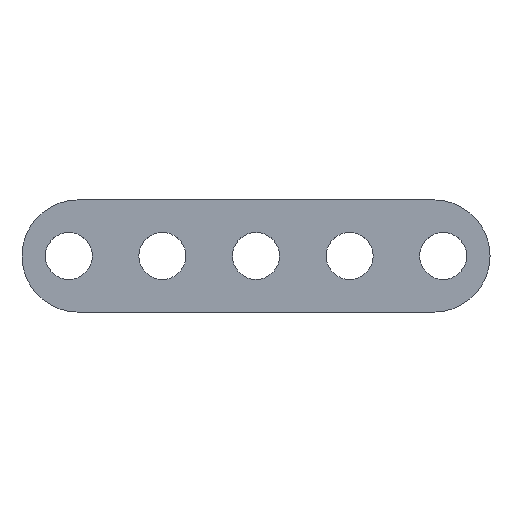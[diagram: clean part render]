
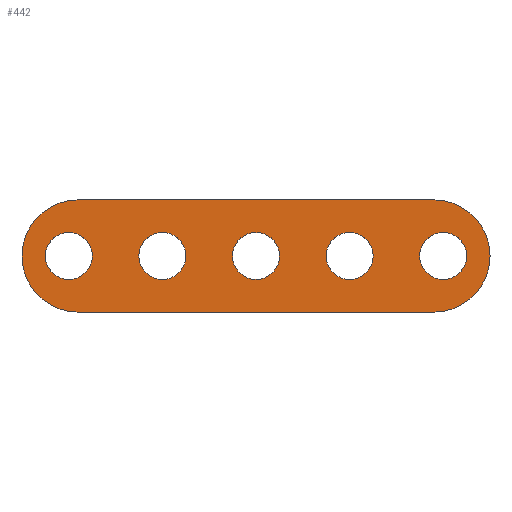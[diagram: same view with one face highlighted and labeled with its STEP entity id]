
A CAD part, top view. The second image highlights one B-rep face of the part: STEP entity #442.
In plain terms, the highlighted planar face has unit normal (0, 0, 1).
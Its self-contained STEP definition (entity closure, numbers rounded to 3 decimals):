
#7 = DIRECTION ( 'NONE',  ( 1., 0., 0. ) ) ;
#11 = VECTOR ( 'NONE', #507, 1000. ) ;
#19 = AXIS2_PLACEMENT_3D ( 'NONE', #215, #546, #355 ) ;
#20 = CARTESIAN_POINT ( 'NONE',  ( -50.452, 4.8, 0. ) ) ;
#24 = FACE_BOUND ( 'NONE', #71, .T. ) ;
#25 = AXIS2_PLACEMENT_3D ( 'NONE', #20, #169, #354 ) ;
#33 = ORIENTED_EDGE ( 'NONE', *, *, #346, .T. ) ;
#35 = DIRECTION ( 'NONE',  ( 1., 0., 0. ) ) ;
#43 = VERTEX_POINT ( 'NONE', #382 ) ;
#50 = CARTESIAN_POINT ( 'NONE',  ( -57.652, 4.8, 0. ) ) ;
#52 = CARTESIAN_POINT ( 'NONE',  ( -57.652, 9.6, 0. ) ) ;
#59 = ORIENTED_EDGE ( 'NONE', *, *, #214, .F. ) ;
#61 = DIRECTION ( 'NONE',  ( 1., 0., 0. ) ) ;
#68 = DIRECTION ( 'NONE',  ( 0., 0., -1. ) ) ;
#69 = PLANE ( 'NONE',  #19 ) ;
#71 = EDGE_LOOP ( 'NONE', ( #551, #527 ) ) ;
#74 = AXIS2_PLACEMENT_3D ( 'NONE', #261, #498, #254 ) ;
#78 = AXIS2_PLACEMENT_3D ( 'NONE', #393, #238, #341 ) ;
#85 = CARTESIAN_POINT ( 'NONE',  ( -62.452, 9.6, 0. ) ) ;
#86 = ORIENTED_EDGE ( 'NONE', *, *, #103, .F. ) ;
#93 = ORIENTED_EDGE ( 'NONE', *, *, #521, .T. ) ;
#97 = CIRCLE ( 'NONE', #216, 2.01 ) ;
#102 = ORIENTED_EDGE ( 'NONE', *, *, #489, .T. ) ;
#103 = EDGE_CURVE ( 'NONE', #557, #43, #558, .T. ) ;
#105 = CARTESIAN_POINT ( 'NONE',  ( -27.252, 0., 0. ) ) ;
#107 = AXIS2_PLACEMENT_3D ( 'NONE', #356, #362, #550 ) ;
#117 = AXIS2_PLACEMENT_3D ( 'NONE', #236, #435, #7 ) ;
#120 = LINE ( 'NONE', #310, #11 ) ;
#128 = DIRECTION ( 'NONE',  ( 0., 0., -1. ) ) ;
#134 = EDGE_CURVE ( 'NONE', #582, #239, #226, .T. ) ;
#140 = DIRECTION ( 'NONE',  ( 1., 0., 0. ) ) ;
#147 = CARTESIAN_POINT ( 'NONE',  ( -24.442, 4.8, 0. ) ) ;
#154 = VECTOR ( 'NONE', #35, 1000. ) ;
#156 = CARTESIAN_POINT ( 'NONE',  ( -48.442, 4.8, 0. ) ) ;
#164 = CARTESIAN_POINT ( 'NONE',  ( -42.452, 4.8, 0. ) ) ;
#167 = CARTESIAN_POINT ( 'NONE',  ( -56.442, 4.8, 0. ) ) ;
#169 = DIRECTION ( 'NONE',  ( 0., 0., -1. ) ) ;
#171 = FACE_BOUND ( 'NONE', #271, .T. ) ;
#172 = CIRCLE ( 'NONE', #224, 2.01 ) ;
#174 = DIRECTION ( 'NONE',  ( 1., 0., 0. ) ) ;
#175 = DIRECTION ( 'NONE',  ( 1., 0., 0. ) ) ;
#176 = VERTEX_POINT ( 'NONE', #105 ) ;
#179 = AXIS2_PLACEMENT_3D ( 'NONE', #275, #68, #472 ) ;
#181 = ORIENTED_EDGE ( 'NONE', *, *, #459, .T. ) ;
#182 = CARTESIAN_POINT ( 'NONE',  ( -26.452, 4.8, 0. ) ) ;
#195 = CARTESIAN_POINT ( 'NONE',  ( -40.442, 4.8, 0. ) ) ;
#199 = DIRECTION ( 'NONE',  ( 0., 0., -1. ) ) ;
#204 = EDGE_LOOP ( 'NONE', ( #86, #59, #575, #337, #522 ) ) ;
#205 = DIRECTION ( 'NONE',  ( 1., 0., 0. ) ) ;
#210 = FACE_BOUND ( 'NONE', #369, .T. ) ;
#214 = EDGE_CURVE ( 'NONE', #400, #557, #396, .T. ) ;
#215 = CARTESIAN_POINT ( 'NONE',  ( -62.452, 0., 0. ) ) ;
#216 = AXIS2_PLACEMENT_3D ( 'NONE', #182, #456, #61 ) ;
#217 = AXIS2_PLACEMENT_3D ( 'NONE', #417, #128, #175 ) ;
#220 = VERTEX_POINT ( 'NONE', #339 ) ;
#224 = AXIS2_PLACEMENT_3D ( 'NONE', #252, #199, #581 ) ;
#225 = FACE_BOUND ( 'NONE', #289, .T. ) ;
#226 = CIRCLE ( 'NONE', #217, 2.01 ) ;
#227 = VERTEX_POINT ( 'NONE', #156 ) ;
#230 = CARTESIAN_POINT ( 'NONE',  ( -27.252, 4.8, 0. ) ) ;
#231 = VERTEX_POINT ( 'NONE', #533 ) ;
#236 = CARTESIAN_POINT ( 'NONE',  ( -42.452, 4.8, 0. ) ) ;
#238 = DIRECTION ( 'NONE',  ( 0., 0., -1. ) ) ;
#239 = VERTEX_POINT ( 'NONE', #286 ) ;
#240 = EDGE_CURVE ( 'NONE', #266, #220, #349, .T. ) ;
#248 = DIRECTION ( 'NONE',  ( 0., 0., -1. ) ) ;
#252 = CARTESIAN_POINT ( 'NONE',  ( -58.452, 4.8, 0. ) ) ;
#254 = DIRECTION ( 'NONE',  ( 1., 0., 0. ) ) ;
#256 = EDGE_CURVE ( 'NONE', #486, #295, #172, .T. ) ;
#258 = CARTESIAN_POINT ( 'NONE',  ( -57.652, 0., 0. ) ) ;
#260 = CARTESIAN_POINT ( 'NONE',  ( -60.462, 4.8, 0. ) ) ;
#261 = CARTESIAN_POINT ( 'NONE',  ( -58.452, 4.8, 0. ) ) ;
#266 = VERTEX_POINT ( 'NONE', #543 ) ;
#271 = EDGE_LOOP ( 'NONE', ( #598, #93 ) ) ;
#275 = CARTESIAN_POINT ( 'NONE',  ( -50.452, 4.8, 0. ) ) ;
#284 = CIRCLE ( 'NONE', #25, 2.01 ) ;
#286 = CARTESIAN_POINT ( 'NONE',  ( -28.462, 4.8, 0. ) ) ;
#289 = EDGE_LOOP ( 'NONE', ( #478, #181 ) ) ;
#295 = VERTEX_POINT ( 'NONE', #260 ) ;
#310 = CARTESIAN_POINT ( 'NONE',  ( -62.452, 0., 0. ) ) ;
#323 = FACE_BOUND ( 'NONE', #394, .T. ) ;
#335 = CIRCLE ( 'NONE', #107, 2.01 ) ;
#337 = ORIENTED_EDGE ( 'NONE', *, *, #447, .F. ) ;
#339 = CARTESIAN_POINT ( 'NONE',  ( -36.462, 4.8, 0. ) ) ;
#340 = ORIENTED_EDGE ( 'NONE', *, *, #240, .T. ) ;
#341 = DIRECTION ( 'NONE',  ( 1., 0., 0. ) ) ;
#342 = VERTEX_POINT ( 'NONE', #410 ) ;
#344 = EDGE_CURVE ( 'NONE', #220, #266, #335, .T. ) ;
#346 = EDGE_CURVE ( 'NONE', #227, #383, #284, .T. ) ;
#348 = CIRCLE ( 'NONE', #358, 4.8 ) ;
#349 = CIRCLE ( 'NONE', #78, 2.01 ) ;
#353 = EDGE_CURVE ( 'NONE', #176, #400, #120, .T. ) ;
#354 = DIRECTION ( 'NONE',  ( 1., 0., 0. ) ) ;
#355 = DIRECTION ( 'NONE',  ( 1., 0., 0. ) ) ;
#356 = CARTESIAN_POINT ( 'NONE',  ( -34.452, 4.8, 0. ) ) ;
#358 = AXIS2_PLACEMENT_3D ( 'NONE', #406, #412, #174 ) ;
#362 = DIRECTION ( 'NONE',  ( 0., 0., -1. ) ) ;
#364 = DIRECTION ( 'NONE',  ( 1., 0., 0. ) ) ;
#365 = EDGE_CURVE ( 'NONE', #366, #342, #411, .T. ) ;
#366 = VERTEX_POINT ( 'NONE', #195 ) ;
#369 = EDGE_LOOP ( 'NONE', ( #33, #102 ) ) ;
#382 = CARTESIAN_POINT ( 'NONE',  ( -27.252, 9.6, 0. ) ) ;
#383 = VERTEX_POINT ( 'NONE', #408 ) ;
#385 = CIRCLE ( 'NONE', #538, 2.01 ) ;
#387 = EDGE_CURVE ( 'NONE', #239, #582, #97, .T. ) ;
#393 = CARTESIAN_POINT ( 'NONE',  ( -34.452, 4.8, 0. ) ) ;
#394 = EDGE_LOOP ( 'NONE', ( #340, #523 ) ) ;
#396 = CIRCLE ( 'NONE', #477, 4.8 ) ;
#400 = VERTEX_POINT ( 'NONE', #258 ) ;
#406 = CARTESIAN_POINT ( 'NONE',  ( -27.252, 4.8, 0. ) ) ;
#408 = CARTESIAN_POINT ( 'NONE',  ( -52.462, 4.8, 0. ) ) ;
#410 = CARTESIAN_POINT ( 'NONE',  ( -44.462, 4.8, 0. ) ) ;
#411 = CIRCLE ( 'NONE', #117, 2.01 ) ;
#412 = DIRECTION ( 'NONE',  ( 0., 0., -1. ) ) ;
#417 = CARTESIAN_POINT ( 'NONE',  ( -26.452, 4.8, 0. ) ) ;
#435 = DIRECTION ( 'NONE',  ( 0., 0., -1. ) ) ;
#436 = DIRECTION ( 'NONE',  ( 0., 0., -1. ) ) ;
#442 = ADVANCED_FACE ( 'NONE', ( #24, #323, #225, #516, #171, #210 ), #69, .T. ) ;
#447 = EDGE_CURVE ( 'NONE', #231, #176, #348, .T. ) ;
#453 = CIRCLE ( 'NONE', #179, 2.01 ) ;
#456 = DIRECTION ( 'NONE',  ( 0., 0., -1. ) ) ;
#459 = EDGE_CURVE ( 'NONE', #342, #366, #385, .T. ) ;
#472 = DIRECTION ( 'NONE',  ( 1., 0., 0. ) ) ;
#477 = AXIS2_PLACEMENT_3D ( 'NONE', #50, #248, #205 ) ;
#478 = ORIENTED_EDGE ( 'NONE', *, *, #365, .T. ) ;
#486 = VERTEX_POINT ( 'NONE', #167 ) ;
#489 = EDGE_CURVE ( 'NONE', #383, #227, #453, .T. ) ;
#498 = DIRECTION ( 'NONE',  ( 0., 0., -1. ) ) ;
#506 = DIRECTION ( 'NONE',  ( 0., 0., -1. ) ) ;
#507 = DIRECTION ( 'NONE',  ( -1., 0., 0. ) ) ;
#516 = FACE_OUTER_BOUND ( 'NONE', #204, .T. ) ;
#521 = EDGE_CURVE ( 'NONE', #295, #486, #528, .T. ) ;
#522 = ORIENTED_EDGE ( 'NONE', *, *, #570, .F. ) ;
#523 = ORIENTED_EDGE ( 'NONE', *, *, #344, .T. ) ;
#527 = ORIENTED_EDGE ( 'NONE', *, *, #387, .T. ) ;
#528 = CIRCLE ( 'NONE', #74, 2.01 ) ;
#533 = CARTESIAN_POINT ( 'NONE',  ( -22.452, 4.8, 0. ) ) ;
#538 = AXIS2_PLACEMENT_3D ( 'NONE', #164, #506, #364 ) ;
#543 = CARTESIAN_POINT ( 'NONE',  ( -32.442, 4.8, 0. ) ) ;
#546 = DIRECTION ( 'NONE',  ( 0., 0., 1. ) ) ;
#550 = DIRECTION ( 'NONE',  ( 1., 0., 0. ) ) ;
#551 = ORIENTED_EDGE ( 'NONE', *, *, #134, .T. ) ;
#557 = VERTEX_POINT ( 'NONE', #52 ) ;
#558 = LINE ( 'NONE', #85, #154 ) ;
#570 = EDGE_CURVE ( 'NONE', #43, #231, #576, .T. ) ;
#575 = ORIENTED_EDGE ( 'NONE', *, *, #353, .F. ) ;
#576 = CIRCLE ( 'NONE', #594, 4.8 ) ;
#581 = DIRECTION ( 'NONE',  ( 1., 0., 0. ) ) ;
#582 = VERTEX_POINT ( 'NONE', #147 ) ;
#594 = AXIS2_PLACEMENT_3D ( 'NONE', #230, #436, #140 ) ;
#598 = ORIENTED_EDGE ( 'NONE', *, *, #256, .T. ) ;
